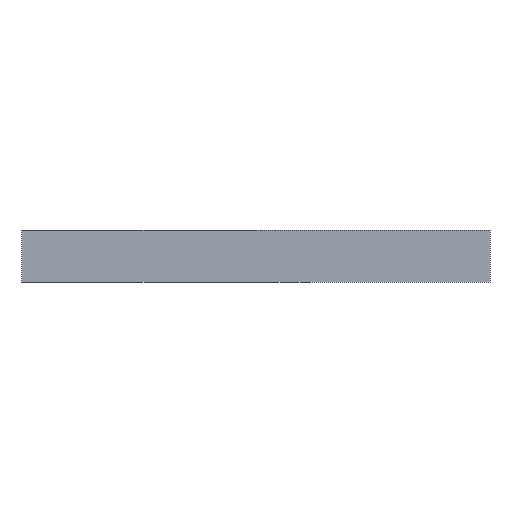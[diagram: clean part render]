
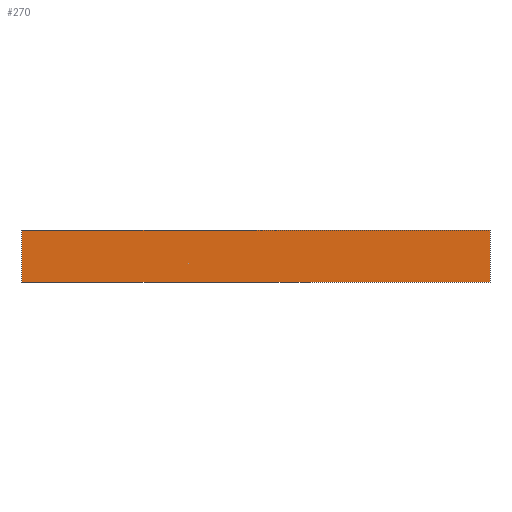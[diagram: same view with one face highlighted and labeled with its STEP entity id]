
A CAD part, front view. The second image highlights one B-rep face of the part: STEP entity #270.
In plain terms, the highlighted planar face has unit normal (0, -1, 0).
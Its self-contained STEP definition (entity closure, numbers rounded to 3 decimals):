
#34=FACE_OUTER_BOUND('',#51,.T.);
#51=EDGE_LOOP('',(#226,#227,#228,#229));
#79=LINE('',#431,#104);
#84=LINE('',#440,#109);
#89=LINE('',#459,#114);
#90=LINE('',#460,#115);
#104=VECTOR('',#353,10.);
#109=VECTOR('',#360,10.);
#114=VECTOR('',#381,10.);
#115=VECTOR('',#382,10.);
#130=VERTEX_POINT('',#428);
#131=VERTEX_POINT('',#430);
#134=VERTEX_POINT('',#438);
#140=VERTEX_POINT('',#458);
#159=EDGE_CURVE('',#131,#130,#79,.T.);
#164=EDGE_CURVE('',#134,#130,#84,.T.);
#173=EDGE_CURVE('',#131,#140,#89,.T.);
#174=EDGE_CURVE('',#140,#134,#90,.T.);
#226=ORIENTED_EDGE('',*,*,#173,.F.);
#227=ORIENTED_EDGE('',*,*,#159,.T.);
#228=ORIENTED_EDGE('',*,*,#164,.F.);
#229=ORIENTED_EDGE('',*,*,#174,.F.);
#255=PLANE('',#310);
#270=ADVANCED_FACE('',(#34),#255,.T.);
#310=AXIS2_PLACEMENT_3D('',#457,#379,#380);
#353=DIRECTION('',(0.,0.,1.));
#360=DIRECTION('',(1.,0.,0.));
#379=DIRECTION('center_axis',(0.,-1.,0.));
#380=DIRECTION('ref_axis',(1.,0.,0.));
#381=DIRECTION('',(-1.,0.,0.));
#382=DIRECTION('',(0.,0.,1.));
#428=CARTESIAN_POINT('',(9.,-25.5,2.));
#430=CARTESIAN_POINT('',(9.,-25.5,0.));
#431=CARTESIAN_POINT('',(9.,-25.5,0.));
#438=CARTESIAN_POINT('',(-9.,-25.5,2.));
#440=CARTESIAN_POINT('',(9.,-25.5,2.));
#457=CARTESIAN_POINT('Origin',(-9.,-25.5,0.));
#458=CARTESIAN_POINT('',(-9.,-25.5,0.));
#459=CARTESIAN_POINT('',(9.,-25.5,0.));
#460=CARTESIAN_POINT('',(-9.,-25.5,0.));
